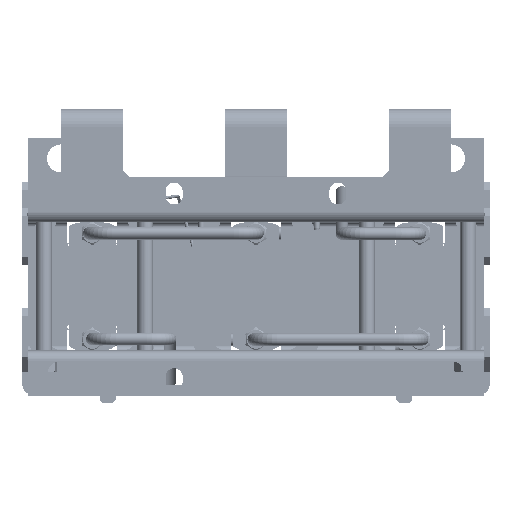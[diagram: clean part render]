
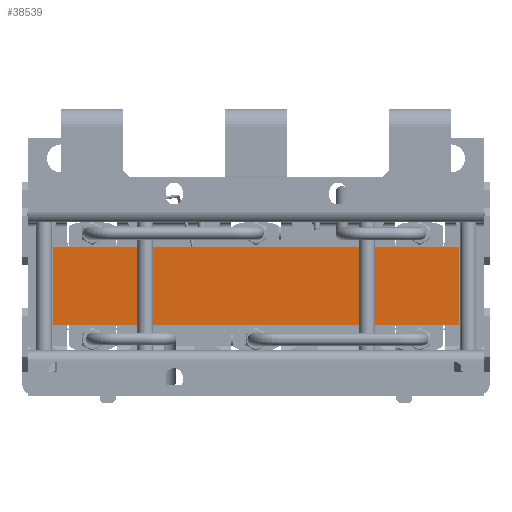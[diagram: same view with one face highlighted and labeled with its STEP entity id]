
A CAD part, front view. The second image highlights one B-rep face of the part: STEP entity #38539.
In plain terms, the highlighted planar face has unit normal (0, -1, 0).
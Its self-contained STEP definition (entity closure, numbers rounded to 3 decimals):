
#32171=FACE_OUTER_BOUND('',#73908,.T.);
#38539=ADVANCED_FACE('',(#32171),#43767,.F.);
#43767=PLANE('',#146580);
#52484=LINE('',#210526,#63522);
#52485=LINE('',#210529,#63523);
#52486=LINE('',#210531,#63524);
#52487=LINE('',#210533,#63525);
#63522=VECTOR('',#171041,1.);
#63523=VECTOR('',#171042,1.);
#63524=VECTOR('',#171043,1.);
#63525=VECTOR('',#171044,1.);
#73908=EDGE_LOOP('',(#97786,#97787,#97788,#97789));
#97786=ORIENTED_EDGE('',*,*,#130473,.T.);
#97787=ORIENTED_EDGE('',*,*,#130474,.F.);
#97788=ORIENTED_EDGE('',*,*,#130475,.F.);
#97789=ORIENTED_EDGE('',*,*,#130476,.T.);
#116104=VERTEX_POINT('',#210527);
#116105=VERTEX_POINT('',#210528);
#116106=VERTEX_POINT('',#210530);
#116107=VERTEX_POINT('',#210532);
#130473=EDGE_CURVE('',#116104,#116105,#52484,.T.);
#130474=EDGE_CURVE('',#116106,#116105,#52485,.T.);
#130475=EDGE_CURVE('',#116107,#116106,#52486,.T.);
#130476=EDGE_CURVE('',#116107,#116104,#52487,.T.);
#146580=AXIS2_PLACEMENT_3D('',#210534,#171045,#171046);
#171041=DIRECTION('',(1.,0.,0.));
#171042=DIRECTION('',(0.,0.,-1.));
#171043=DIRECTION('',(1.,0.,0.));
#171044=DIRECTION('',(0.,0.,-1.));
#171045=DIRECTION('',(0.,1.,0.));
#171046=DIRECTION('',(0.,0.,1.));
#210526=CARTESIAN_POINT('',(-130.,-151.875,-25.));
#210527=CARTESIAN_POINT('',(-130.,-151.875,-25.));
#210528=CARTESIAN_POINT('',(130.,-151.875,-25.));
#210529=CARTESIAN_POINT('',(130.,-151.875,25.));
#210530=CARTESIAN_POINT('',(130.,-151.875,25.));
#210531=CARTESIAN_POINT('',(-130.,-151.875,25.));
#210532=CARTESIAN_POINT('',(-130.,-151.875,25.));
#210533=CARTESIAN_POINT('',(-130.,-151.875,25.));
#210534=CARTESIAN_POINT('',(-130.,-151.875,25.));
